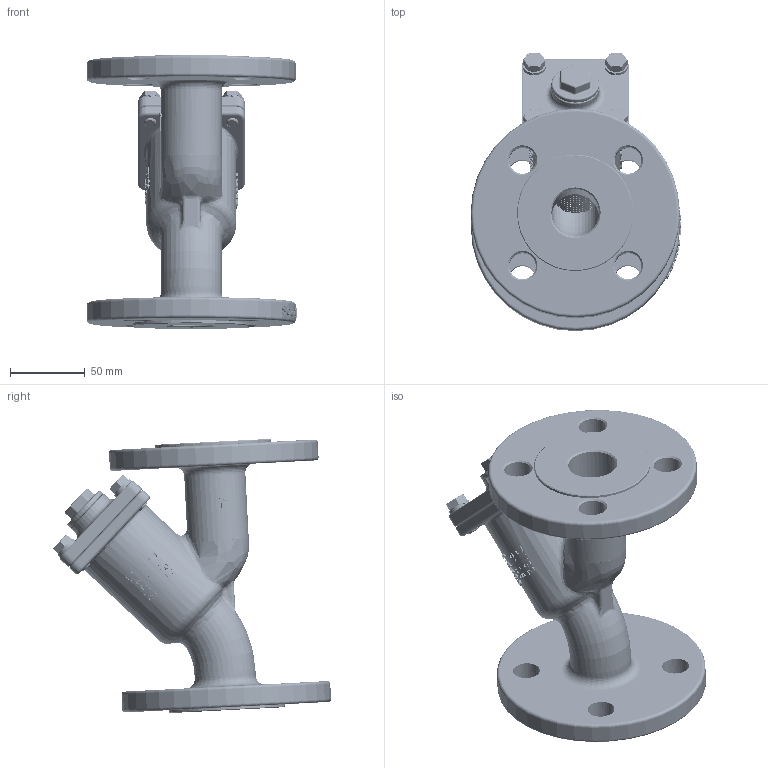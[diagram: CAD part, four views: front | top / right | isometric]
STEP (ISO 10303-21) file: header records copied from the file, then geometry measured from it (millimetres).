
FILE_DESCRIPTION(/* description */ ('240032'),/* implementation_level */ '2;1');
FILE_NAME(/* name */ '240032.stp',/* time_stamp */ '2014-08-06T15:59:29+02:00',/* author */ ('JM'),/* organization */ ('Sferaco'),/* preprocessor_version */ 'ST-DEVELOPER v15.6',/* originating_system */ 'Autodesk Inventor 2015',/* authorisation */ '');
FILE_SCHEMA (('AUTOMOTIVE_DESIGN { 1 0 10303 214 3 1 1 }'));
Products named in the file (1): 240032_bd
Bounding box: 141 x 186.24 x 183.73 mm (x, y, z)
Volume: 659621.7 mm3; surface area: 170645 mm2
Topology: 1 solids, 1 shells, 3767 faces, 13066 edges, 9486 vertices
Faces by surface type: bspline 3001, plane 399, cylinder 285, cone 41, torus 39, sphere 2
Full cylindrical faces by diameter (mm): 8 x4, 8.376 x4, 9 x4, 13 x4, 16 x1, 18 x8, 18.631 x1, 32 x4, 41 x2, 42 x1, 60 x1, 78 x2, 140 x2
Entity records: 329240 total; most frequent: CARTESIAN_POINT 232300, ORIENTED_EDGE 25918, EDGE_CURVE 12959, B_SPLINE_CURVE_WITH_KNOTS 11098, VERTEX_POINT 9456, EDGE_LOOP 8911, FACE_BOUND 5145, DIRECTION 3963
